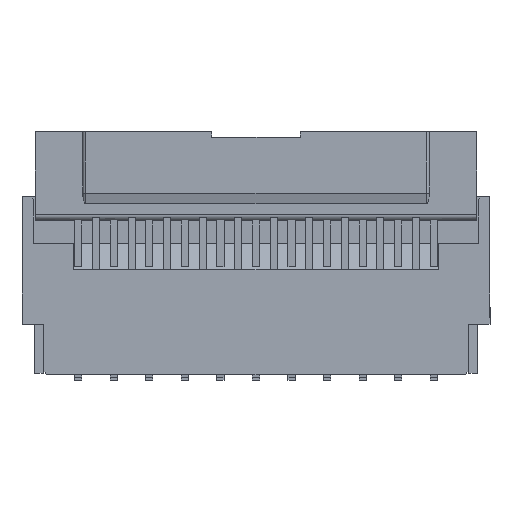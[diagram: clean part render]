
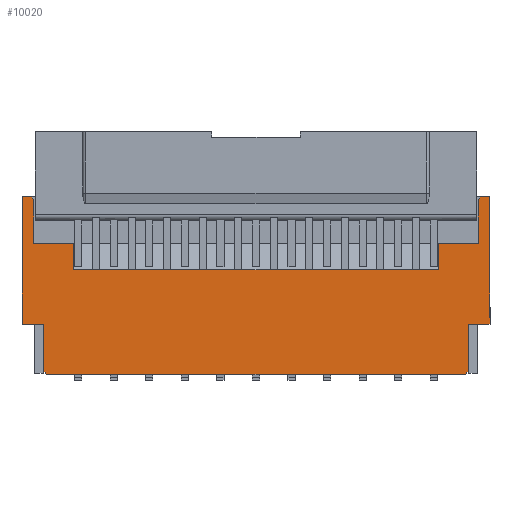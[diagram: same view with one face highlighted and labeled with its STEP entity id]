
A CAD part, top view. The second image highlights one B-rep face of the part: STEP entity #10020.
In plain terms, the highlighted planar face has unit normal (0, 0, 1).
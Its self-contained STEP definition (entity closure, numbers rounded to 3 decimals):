
#389=FACE_OUTER_BOUND('',#847,.T.);
#847=EDGE_LOOP('',(#7072,#7073,#7074,#7075,#7076,#7077,#7078,#7079,#7080,
#7081,#7082,#7083,#7084,#7085,#7086,#7087,#7088,#7089,#7090,#7091));
#1437=LINE('',#14047,#2720);
#1442=LINE('',#14057,#2725);
#1647=LINE('',#14510,#2930);
#1652=LINE('',#14520,#2935);
#1722=LINE('',#14663,#3005);
#1726=LINE('',#14670,#3009);
#1732=LINE('',#14683,#3015);
#1733=LINE('',#14685,#3016);
#1734=LINE('',#14687,#3017);
#1735=LINE('',#14689,#3018);
#1736=LINE('',#14691,#3019);
#1737=LINE('',#14693,#3020);
#1738=LINE('',#14695,#3021);
#1739=LINE('',#14696,#3022);
#1740=LINE('',#14698,#3023);
#1741=LINE('',#14700,#3024);
#1742=LINE('',#14702,#3025);
#1743=LINE('',#14704,#3026);
#1744=LINE('',#14706,#3027);
#1745=LINE('',#14707,#3028);
#2720=VECTOR('',#11344,1000.);
#2725=VECTOR('',#11351,1000.);
#2930=VECTOR('',#11676,1000.);
#2935=VECTOR('',#11683,1000.);
#3005=VECTOR('',#11881,1000.);
#3009=VECTOR('',#11887,1000.);
#3015=VECTOR('',#11897,1000.);
#3016=VECTOR('',#11898,1000.);
#3017=VECTOR('',#11899,1000.);
#3018=VECTOR('',#11900,1000.);
#3019=VECTOR('',#11901,1000.);
#3020=VECTOR('',#11902,1000.);
#3021=VECTOR('',#11903,1000.);
#3022=VECTOR('',#11904,1000.);
#3023=VECTOR('',#11905,1000.);
#3024=VECTOR('',#11906,1000.);
#3025=VECTOR('',#11907,1000.);
#3026=VECTOR('',#11908,1000.);
#3027=VECTOR('',#11909,1000.);
#3028=VECTOR('',#11910,1000.);
#3984=VERTEX_POINT('',#14044);
#3985=VERTEX_POINT('',#14046);
#3989=VERTEX_POINT('',#14055);
#4175=VERTEX_POINT('',#14504);
#4177=VERTEX_POINT('',#14508);
#4181=VERTEX_POINT('',#14518);
#4190=VERTEX_POINT('',#14662);
#4192=VERTEX_POINT('',#14668);
#4197=VERTEX_POINT('',#14682);
#4198=VERTEX_POINT('',#14684);
#4199=VERTEX_POINT('',#14686);
#4200=VERTEX_POINT('',#14688);
#4201=VERTEX_POINT('',#14690);
#4202=VERTEX_POINT('',#14692);
#4203=VERTEX_POINT('',#14694);
#4204=VERTEX_POINT('',#14697);
#4205=VERTEX_POINT('',#14699);
#4206=VERTEX_POINT('',#14701);
#4207=VERTEX_POINT('',#14703);
#4208=VERTEX_POINT('',#14705);
#4980=EDGE_CURVE('',#3985,#3984,#1437,.T.);
#4985=EDGE_CURVE('',#3989,#3984,#1442,.T.);
#5212=EDGE_CURVE('',#4177,#4175,#1647,.T.);
#5217=EDGE_CURVE('',#4181,#4177,#1652,.T.);
#5288=EDGE_CURVE('',#4190,#3985,#1722,.T.);
#5292=EDGE_CURVE('',#4192,#3989,#1726,.T.);
#5298=EDGE_CURVE('',#4181,#4197,#1732,.T.);
#5299=EDGE_CURVE('',#4197,#4198,#1733,.T.);
#5300=EDGE_CURVE('',#4198,#4199,#1734,.T.);
#5301=EDGE_CURVE('',#4199,#4200,#1735,.T.);
#5302=EDGE_CURVE('',#4200,#4201,#1736,.T.);
#5303=EDGE_CURVE('',#4201,#4202,#1737,.T.);
#5304=EDGE_CURVE('',#4203,#4202,#1738,.T.);
#5305=EDGE_CURVE('',#4203,#4190,#1739,.T.);
#5306=EDGE_CURVE('',#4192,#4204,#1740,.T.);
#5307=EDGE_CURVE('',#4204,#4205,#1741,.T.);
#5308=EDGE_CURVE('',#4205,#4206,#1742,.T.);
#5309=EDGE_CURVE('',#4206,#4207,#1743,.T.);
#5310=EDGE_CURVE('',#4207,#4208,#1744,.T.);
#5311=EDGE_CURVE('',#4208,#4175,#1745,.T.);
#7072=ORIENTED_EDGE('',*,*,#5212,.F.);
#7073=ORIENTED_EDGE('',*,*,#5217,.F.);
#7074=ORIENTED_EDGE('',*,*,#5298,.T.);
#7075=ORIENTED_EDGE('',*,*,#5299,.T.);
#7076=ORIENTED_EDGE('',*,*,#5300,.T.);
#7077=ORIENTED_EDGE('',*,*,#5301,.T.);
#7078=ORIENTED_EDGE('',*,*,#5302,.T.);
#7079=ORIENTED_EDGE('',*,*,#5303,.T.);
#7080=ORIENTED_EDGE('',*,*,#5304,.F.);
#7081=ORIENTED_EDGE('',*,*,#5305,.T.);
#7082=ORIENTED_EDGE('',*,*,#5288,.T.);
#7083=ORIENTED_EDGE('',*,*,#4980,.T.);
#7084=ORIENTED_EDGE('',*,*,#4985,.F.);
#7085=ORIENTED_EDGE('',*,*,#5292,.F.);
#7086=ORIENTED_EDGE('',*,*,#5306,.T.);
#7087=ORIENTED_EDGE('',*,*,#5307,.T.);
#7088=ORIENTED_EDGE('',*,*,#5308,.T.);
#7089=ORIENTED_EDGE('',*,*,#5309,.T.);
#7090=ORIENTED_EDGE('',*,*,#5310,.T.);
#7091=ORIENTED_EDGE('',*,*,#5311,.T.);
#9154=PLANE('',#10533);
#10020=ADVANCED_FACE('',(#389),#9154,.T.);
#10533=AXIS2_PLACEMENT_3D('',#14681,#11895,#11896);
#11344=DIRECTION('',(-1.,0.,0.));
#11351=DIRECTION('',(0.,1.,0.));
#11676=DIRECTION('',(0.,-1.,0.));
#11683=DIRECTION('',(1.,0.,0.));
#11881=DIRECTION('',(-0.707,0.707,0.));
#11887=DIRECTION('',(-1.,0.,0.));
#11895=DIRECTION('center_axis',(0.,0.,
1.));
#11896=DIRECTION('ref_axis',(1.,0.,0.));
#11897=DIRECTION('',(-0.707,-0.707,0.));
#11898=DIRECTION('',(0.,-1.,0.));
#11899=DIRECTION('',(-1.,0.,0.));
#11900=DIRECTION('',(0.,-1.,0.));
#11901=DIRECTION('',(-1.,0.,0.));
#11902=DIRECTION('',(0.,1.,0.));
#11903=DIRECTION('',(1.,0.,0.));
#11904=DIRECTION('',(0.,1.,0.));
#11905=DIRECTION('',(0.,-1.,0.));
#11906=DIRECTION('',(0.707,-0.707,0.));
#11907=DIRECTION('',(1.,0.,0.));
#11908=DIRECTION('',(0.707,0.707,0.));
#11909=DIRECTION('',(0.,1.,0.));
#11910=DIRECTION('',(1.,0.,0.));
#14044=CARTESIAN_POINT('',(-3.95,1.5,0.87));
#14046=CARTESIAN_POINT('',(-3.8,1.5,0.87));
#14047=CARTESIAN_POINT('',(1.669,1.5,0.87));
#14055=CARTESIAN_POINT('',(-3.95,-0.65,0.87));
#14057=CARTESIAN_POINT('',(-3.95,0.041,0.87));
#14504=CARTESIAN_POINT('',(3.95,-0.65,0.87));
#14508=CARTESIAN_POINT('',(3.95,1.5,0.87));
#14510=CARTESIAN_POINT('',(3.95,-0.489,0.87));
#14518=CARTESIAN_POINT('',(3.8,1.5,0.87));
#14520=CARTESIAN_POINT('',(3.75,1.5,0.87));
#14662=CARTESIAN_POINT('',(-3.75,1.45,0.87));
#14663=CARTESIAN_POINT('',(-3.775,1.475,0.87));
#14668=CARTESIAN_POINT('',(-3.58,-0.65,0.87));
#14670=CARTESIAN_POINT('',(-3.75,-0.65,0.87));
#14681=CARTESIAN_POINT('Origin',(1.669,-0.414,0.87));
#14682=CARTESIAN_POINT('',(3.75,1.45,0.87));
#14683=CARTESIAN_POINT('',(3.8,1.5,0.87));
#14684=CARTESIAN_POINT('',(3.75,0.71,0.87));
#14685=CARTESIAN_POINT('',(3.75,-0.414,0.87));
#14686=CARTESIAN_POINT('',(3.073,0.71,0.87));
#14687=CARTESIAN_POINT('',(1.669,0.71,0.87));
#14688=CARTESIAN_POINT('',(3.073,0.27,0.87));
#14689=CARTESIAN_POINT('',(3.073,-0.414,0.87));
#14690=CARTESIAN_POINT('',(-3.072,0.27,0.87));
#14691=CARTESIAN_POINT('',(1.669,0.27,0.87));
#14692=CARTESIAN_POINT('',(-3.073,0.71,0.87));
#14693=CARTESIAN_POINT('',(-3.072,-0.414,0.87));
#14694=CARTESIAN_POINT('',(-3.75,0.71,0.87));
#14695=CARTESIAN_POINT('',(-7.35,0.71,0.87));
#14696=CARTESIAN_POINT('',(-3.75,-0.414,0.87));
#14697=CARTESIAN_POINT('',(-3.58,-1.45,0.87));
#14698=CARTESIAN_POINT('',(-3.58,-0.414,0.87));
#14699=CARTESIAN_POINT('',(-3.53,-1.5,0.87));
#14700=CARTESIAN_POINT('',(-3.58,-1.45,0.87));
#14701=CARTESIAN_POINT('',(3.53,-1.5,0.87));
#14702=CARTESIAN_POINT('',(1.669,-1.5,0.87));
#14703=CARTESIAN_POINT('',(3.58,-1.45,0.87));
#14704=CARTESIAN_POINT('',(3.53,-1.5,0.87));
#14705=CARTESIAN_POINT('',(3.58,-0.65,0.87));
#14706=CARTESIAN_POINT('',(3.58,-0.414,0.87));
#14707=CARTESIAN_POINT('',(1.669,-0.65,0.87));
